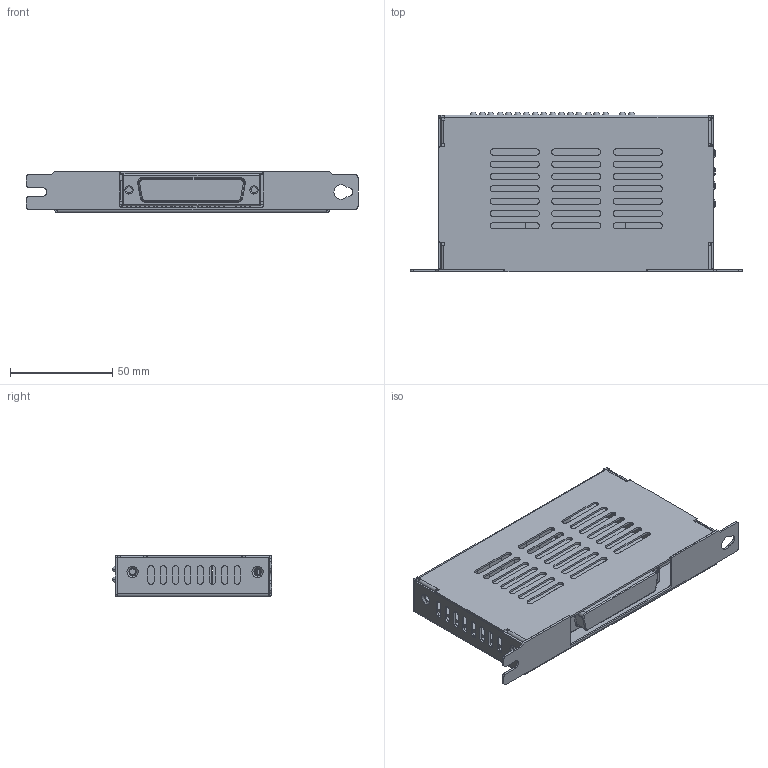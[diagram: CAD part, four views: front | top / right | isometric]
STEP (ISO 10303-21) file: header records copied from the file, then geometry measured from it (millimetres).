
FILE_DESCRIPTION (( 'STEP AP203' ), '1' );
FILE_NAME ('ASM_EVS_v100_20151103.STEP', '2016-12-09T01:32:53', ( '1' ), ( '' ), 'SwSTEP 2.0', 'SolidWorks 2012', '' );
FILE_SCHEMA (( 'CONFIG_CONTROL_DESIGN' ));
Length unit declared in the file: millimetre
Products named in the file (18): PRT_EVS32_FRONT_v100_20151103; IO_LED; Power_LED; RJ45_ASM; PCB; ASM_EVS_v100_20151103; PRT_EVS32_BASE_v100_20151103; PEM_2MM; PEM_4MM; PCB_ASM; 3phy_LED_G; 3phy_LED_Y; 4LED_BASE; D-SUB-female; RJ45_LED_G; RJ45_LED_Y; RJ45_pin; RJ45_2port
Assembly tree (54 placements, depth 4):
  ASM_EVS_v100_20151103
    PCB_ASM
      PCB
      RJ45_ASM
        RJ45_2port
        RJ45_pin  x16
        RJ45_LED_Y  x2
        RJ45_LED_G  x2
      D-SUB-female
      Power_LED
        4LED_BASE
        3phy_LED_Y
        3phy_LED_G  x3
      IO_LED  x8
        4LED_BASE
        3phy_LED_Y
    PEM_4MM  x4
    PEM_2MM  x4
    PRT_EVS32_FRONT_v100_20151103
    PRT_EVS32_BASE_v100_20151103
Bounding box: 162 x 78 x 20 mm (x, y, z)
Volume: 64576.7 mm3; surface area: 85985.7 mm2
Topology: 78 solids, 78 shells, 1734 faces, 4418 edges, 2843 vertices
Faces by surface type: cylinder 841, plane 690, sphere 156, torus 39, cone 8
Entity records: 28959 total; most frequent: DIRECTION 4757, CARTESIAN_POINT 4483, ORIENTED_EDGE 4322, EDGE_CURVE 2161, AXIS2_PLACEMENT_3D 1725, VERTEX_POINT 1387, LINE 1307, VECTOR 1307
